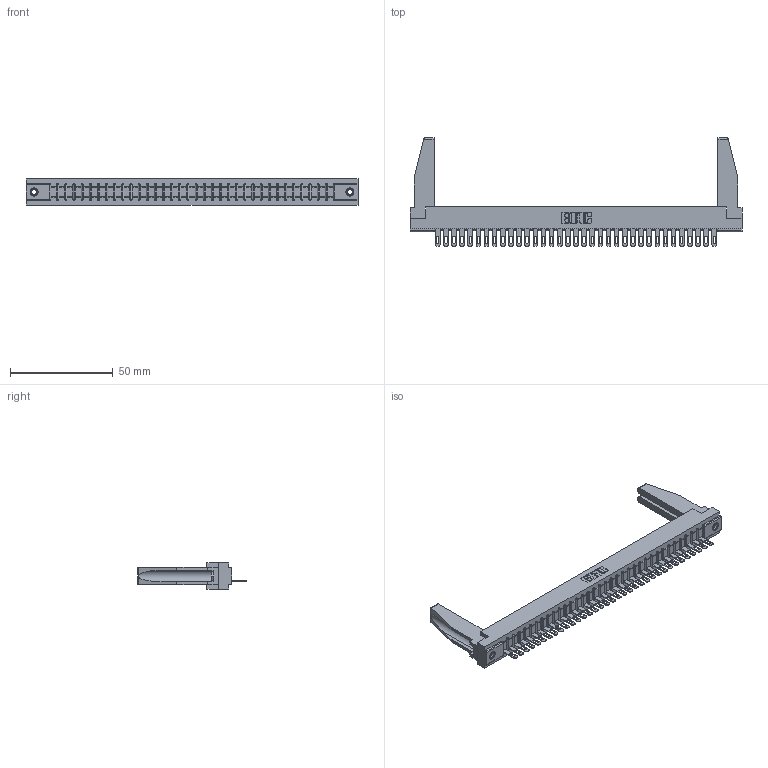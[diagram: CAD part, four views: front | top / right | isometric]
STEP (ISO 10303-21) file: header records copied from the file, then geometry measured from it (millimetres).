
FILE_DESCRIPTION (( 'STEP AP203' ), '1' );
FILE_NAME ('357-035-505-178.STEP', '2019-09-14T06:46:00', ( '' ), ( '' ), 'SwSTEP 2.0', 'SolidWorks 2016', '' );
FILE_SCHEMA (( 'CONFIG_CONTROL_DESIGN' ));
Length unit declared in the file: inch
Products named in the file (5): 307 Part_.156 Dia Mounting Holes; 307-290-001_505; 345-250-001_345-250-001-102; 307-220-078; 357-035-505-178
Assembly tree (40 placements, depth 2):
  357-035-505-178
    307 Part_.156 Dia Mounting Holes
    307-290-001_505  x35
    307-220-078  x2
    345-250-001_345-250-001-102  x2
Bounding box: 161.7 x 52.88 x 12.7 mm (x, y, z)
Volume: 20786.9 mm3; surface area: 21825.7 mm2
Topology: 40 solids, 40 shells, 2244 faces, 6323 edges, 4062 vertices
Faces by surface type: plane 1414, cylinder 742, sphere 72, cone 12, torus 4
Entity records: 33281 total; most frequent: CARTESIAN_POINT 5602, ORIENTED_EDGE 5544, DIRECTION 5410, EDGE_CURVE 2772, LINE 2126, VECTOR 2126, VERTEX_POINT 1792, AXIS2_PLACEMENT_3D 1642
